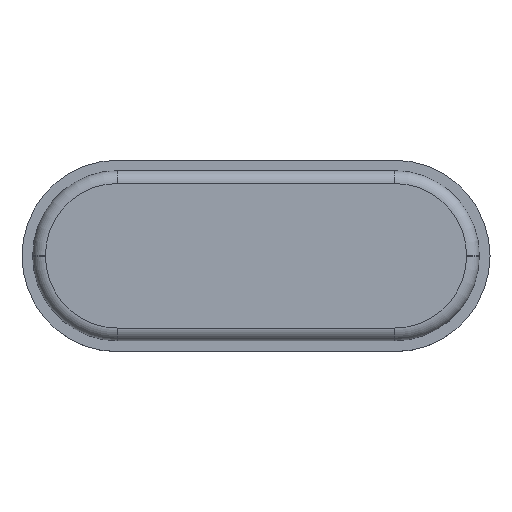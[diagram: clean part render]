
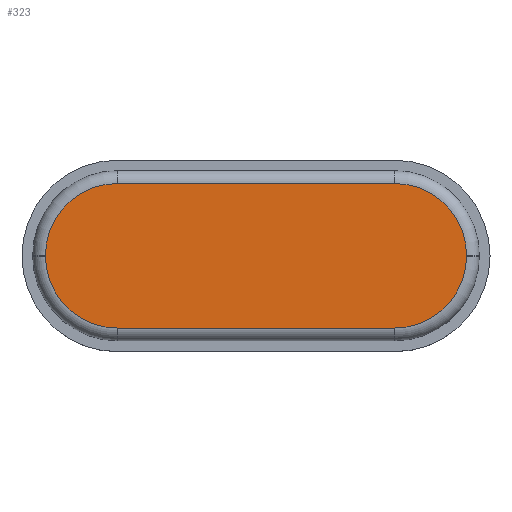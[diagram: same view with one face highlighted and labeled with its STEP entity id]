
A CAD part, top view. The second image highlights one B-rep face of the part: STEP entity #323.
In plain terms, the highlighted planar face has unit normal (0, 0, 1).
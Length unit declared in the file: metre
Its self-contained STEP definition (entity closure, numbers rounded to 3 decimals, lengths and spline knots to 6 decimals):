
#141 = EDGE_CURVE( '', #374, #375, #376, .T. );
#175 = EDGE_CURVE( '', #433, #434, #435, .T. );
#219 = EDGE_CURVE( '', #484, #374, #502, .T. );
#229 = EDGE_CURVE( '', #469, #499, #516, .T. );
#241 = EDGE_CURVE( '', #529, #469, #530, .T. );
#285 = EDGE_CURVE( '', #375, #529, #584, .T. );
#319 = EDGE_CURVE( '', #433, #499, #628, .T. );
#323 = ADVANCED_FACE( '', ( #632 ), #633, .T. );
#325 = EDGE_CURVE( '', #434, #484, #635, .T. );
#374 = VERTEX_POINT( '', #681 );
#375 = VERTEX_POINT( '', #682 );
#376 = LINE( '', #683, #684 );
#433 = VERTEX_POINT( '', #756 );
#434 = VERTEX_POINT( '', #757 );
#435 = CIRCLE( '', #758, 0.00169 );
#469 = VERTEX_POINT( '', #803 );
#484 = VERTEX_POINT( '', #823 );
#499 = VERTEX_POINT( '', #842 );
#502 = CIRCLE( '', #846, 0.00169 );
#516 = CIRCLE( '', #864, 0.00169 );
#529 = VERTEX_POINT( '', #887 );
#530 = LINE( '', #888, #889 );
#584 = CIRCLE( '', #969, 0.00169 );
#628 = LINE( '', #1026, #1027 );
#632 = FACE_OUTER_BOUND( '', #1032, .T. );
#633 = PLANE( '', #1033 );
#635 = LINE( '', #1036, #1037 );
#681 = CARTESIAN_POINT( '', ( 0.00494, 0.000006, 0.0036 ) );
#682 = CARTESIAN_POINT( '', ( 0.00494, -0.000006, 0.0036 ) );
#683 = CARTESIAN_POINT( '', ( 0.00494, 0.000006, 0.0036 ) );
#684 = VECTOR( '', #1068, 1. );
#756 = CARTESIAN_POINT( '', ( -0.00494, 0.000006, 0.0036 ) );
#757 = CARTESIAN_POINT( '', ( -0.00325, 0.001696, 0.0036 ) );
#758 = AXIS2_PLACEMENT_3D( '', #1140, #1141, #1142 );
#803 = CARTESIAN_POINT( '', ( -0.00325, -0.001696, 0.0036 ) );
#823 = CARTESIAN_POINT( '', ( 0.00325, 0.001696, 0.0036 ) );
#842 = CARTESIAN_POINT( '', ( -0.00494, -0.000006, 0.0036 ) );
#846 = AXIS2_PLACEMENT_3D( '', #1233, #1234, #1235 );
#864 = AXIS2_PLACEMENT_3D( '', #1257, #1258, #1259 );
#887 = CARTESIAN_POINT( '', ( 0.00325, -0.001696, 0.0036 ) );
#888 = CARTESIAN_POINT( '', ( 0.00325, -0.001696, 0.0036 ) );
#889 = VECTOR( '', #1267, 1. );
#969 = AXIS2_PLACEMENT_3D( '', #1336, #1337, #1338 );
#1026 = CARTESIAN_POINT( '', ( -0.00494, 0.001996, 0.0036 ) );
#1027 = VECTOR( '', #1417, 1. );
#1032 = EDGE_LOOP( '', ( #1422, #1423, #1424, #1425, #1426, #1427, #1428, #1429 ) );
#1033 = AXIS2_PLACEMENT_3D( '', #1430, #1431, #1432 );
#1036 = CARTESIAN_POINT( '', ( -0.00325, 0.001696, 0.0036 ) );
#1037 = VECTOR( '', #1433, 1. );
#1068 = DIRECTION( '', ( 0., -1., 0. ) );
#1140 = CARTESIAN_POINT( '', ( -0.00325, 0.000006, 0.0036 ) );
#1141 = DIRECTION( '', ( 0., 0., -1. ) );
#1142 = DIRECTION( '', ( -1., 0., 0. ) );
#1233 = CARTESIAN_POINT( '', ( 0.00325, 0.000006, 0.0036 ) );
#1234 = DIRECTION( '', ( 0., 0., -1. ) );
#1235 = DIRECTION( '', ( 0., 1., 0. ) );
#1257 = CARTESIAN_POINT( '', ( -0.00325, -0.000006, 0.0036 ) );
#1258 = DIRECTION( '', ( 0., 0., -1. ) );
#1259 = DIRECTION( '', ( 0., -1., 0. ) );
#1267 = DIRECTION( '', ( -1., 0., 0. ) );
#1336 = CARTESIAN_POINT( '', ( 0.00325, -0.000006, 0.0036 ) );
#1337 = DIRECTION( '', ( 0., 0., -1. ) );
#1338 = DIRECTION( '', ( 1., 0., 0. ) );
#1417 = DIRECTION( '', ( 0., -1., 0. ) );
#1422 = ORIENTED_EDGE( '', *, *, #141, .F. );
#1423 = ORIENTED_EDGE( '', *, *, #219, .F. );
#1424 = ORIENTED_EDGE( '', *, *, #325, .F. );
#1425 = ORIENTED_EDGE( '', *, *, #175, .F. );
#1426 = ORIENTED_EDGE( '', *, *, #319, .T. );
#1427 = ORIENTED_EDGE( '', *, *, #229, .F. );
#1428 = ORIENTED_EDGE( '', *, *, #241, .F. );
#1429 = ORIENTED_EDGE( '', *, *, #285, .F. );
#1430 = CARTESIAN_POINT( '', ( -0.00524, 0.001996, 0.0036 ) );
#1431 = DIRECTION( '', ( 0., 0., 1. ) );
#1432 = DIRECTION( '', ( 1., 0., 0. ) );
#1433 = DIRECTION( '', ( 1., 0., 0. ) );
